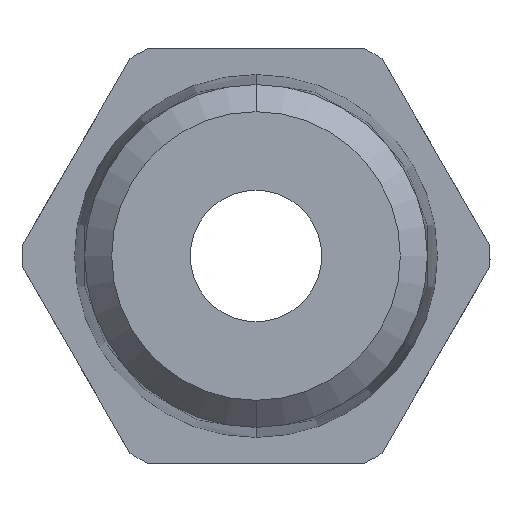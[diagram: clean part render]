
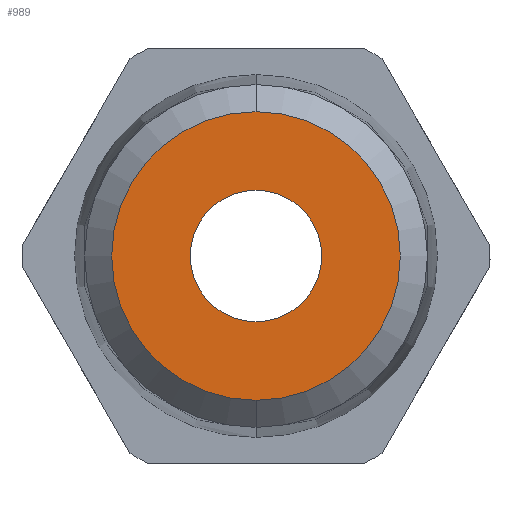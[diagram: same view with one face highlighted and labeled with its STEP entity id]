
A CAD part, front view. The second image highlights one B-rep face of the part: STEP entity #989.
In plain terms, the highlighted planar face has unit normal (0, -1, 0).
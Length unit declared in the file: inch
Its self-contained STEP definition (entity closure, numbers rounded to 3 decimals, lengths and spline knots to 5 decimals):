
#42 = CIRCLE ( 'NONE', #137, 0.09843 ) ;
#55 = EDGE_CURVE ( 'NONE', #1038, #1444, #42, .T. ) ;
#137 = AXIS2_PLACEMENT_3D ( 'NONE', #978, #2180, #1146 ) ;
#151 = AXIS2_PLACEMENT_3D ( 'NONE', #968, #2165, #1131 ) ;
#293 = DIRECTION ( 'NONE',  ( 0., 0., -1. ) ) ;
#364 = DIRECTION ( 'NONE',  ( 0., 1., 0. ) ) ;
#365 = ORIENTED_EDGE ( 'NONE', *, *, #55, .T. ) ;
#546 = AXIS2_PLACEMENT_3D ( 'NONE', #897, #2087, #1052 ) ;
#595 = AXIS2_PLACEMENT_3D ( 'NONE', #779, #1266, #293 ) ;
#632 = EDGE_LOOP ( 'NONE', ( #1934, #744 ) ) ;
#692 = EDGE_CURVE ( 'NONE', #1444, #1038, #1876, .T. ) ;
#744 = ORIENTED_EDGE ( 'NONE', *, *, #1345, .F. ) ;
#776 = PLANE ( 'NONE',  #595 ) ;
#779 = CARTESIAN_POINT ( 'NONE',  ( -0.15723, 0., 0. ) ) ;
#811 = FACE_OUTER_BOUND ( 'NONE', #632, .T. ) ;
#897 = CARTESIAN_POINT ( 'NONE',  ( 0., 0., 0. ) ) ;
#968 = CARTESIAN_POINT ( 'NONE',  ( 0., 0., 0. ) ) ;
#978 = CARTESIAN_POINT ( 'NONE',  ( 0., 0., 0. ) ) ;
#989 = ADVANCED_FACE ( 'NONE', ( #1205, #811 ), #776, .T. ) ;
#1038 = VERTEX_POINT ( 'NONE', #1795 ) ;
#1052 = DIRECTION ( 'NONE',  ( 0., 0., -1. ) ) ;
#1112 = ORIENTED_EDGE ( 'NONE', *, *, #692, .T. ) ;
#1131 = DIRECTION ( 'NONE',  ( 0., 0., 1. ) ) ;
#1146 = DIRECTION ( 'NONE',  ( 0., 0., -1. ) ) ;
#1167 = EDGE_CURVE ( 'NONE', #1315, #1195, #2073, .T. ) ;
#1181 = AXIS2_PLACEMENT_3D ( 'NONE', #1331, #364, #1500 ) ;
#1195 = VERTEX_POINT ( 'NONE', #1819 ) ;
#1205 = FACE_BOUND ( 'NONE', #1550, .T. ) ;
#1266 = DIRECTION ( 'NONE',  ( 0., -1., 0. ) ) ;
#1315 = VERTEX_POINT ( 'NONE', #2009 ) ;
#1331 = CARTESIAN_POINT ( 'NONE',  ( 0., 0., 0. ) ) ;
#1345 = EDGE_CURVE ( 'NONE', #1195, #1315, #1745, .T. ) ;
#1444 = VERTEX_POINT ( 'NONE', #1659 ) ;
#1500 = DIRECTION ( 'NONE',  ( 0., 0., 1. ) ) ;
#1550 = EDGE_LOOP ( 'NONE', ( #1112, #365 ) ) ;
#1659 = CARTESIAN_POINT ( 'NONE',  ( 0., 0., -0.09843 ) ) ;
#1745 = CIRCLE ( 'NONE', #1181, 0.21604 ) ;
#1795 = CARTESIAN_POINT ( 'NONE',  ( 0., 0., 0.09843 ) ) ;
#1819 = CARTESIAN_POINT ( 'NONE',  ( 0., 0., -0.21604 ) ) ;
#1876 = CIRCLE ( 'NONE', #546, 0.09843 ) ;
#1934 = ORIENTED_EDGE ( 'NONE', *, *, #1167, .F. ) ;
#2009 = CARTESIAN_POINT ( 'NONE',  ( 0., 0., 0.21604 ) ) ;
#2073 = CIRCLE ( 'NONE', #151, 0.21604 ) ;
#2087 = DIRECTION ( 'NONE',  ( 0., 1., 0. ) ) ;
#2165 = DIRECTION ( 'NONE',  ( 0., 1., 0. ) ) ;
#2180 = DIRECTION ( 'NONE',  ( 0., 1., 0. ) ) ;
